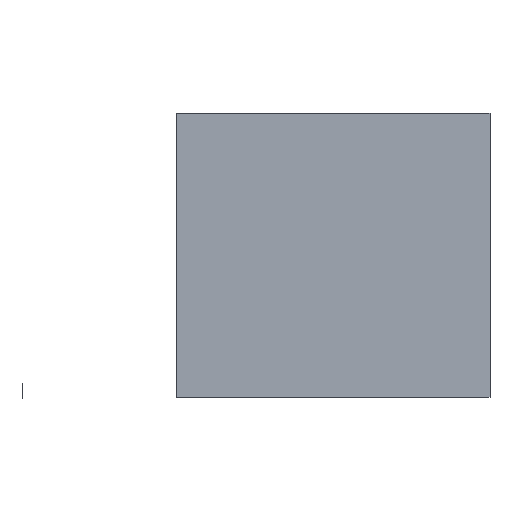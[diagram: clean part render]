
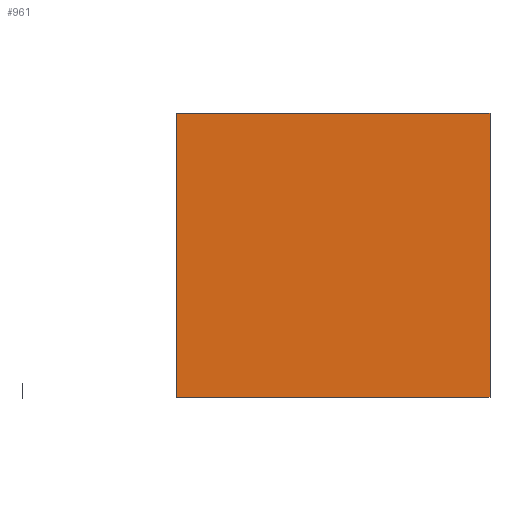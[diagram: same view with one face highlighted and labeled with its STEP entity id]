
A CAD part, front view. The second image highlights one B-rep face of the part: STEP entity #961.
In plain terms, the highlighted planar face has unit normal (0, -1, 0).
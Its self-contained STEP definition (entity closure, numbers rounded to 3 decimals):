
#925=AXIS2_PLACEMENT_3D('Plane Axis2P3D',#922,#923,#924) ;
#922=CARTESIAN_POINT('Axis2P3D Location',(0.,156.06,0.)) ;
#927=CARTESIAN_POINT('Line Origine',(39.,156.06,903.37)) ;
#931=CARTESIAN_POINT('Vertex',(39.,156.06,1143.166)) ;
#933=CARTESIAN_POINT('Vertex',(39.,156.06,663.574)) ;
#936=CARTESIAN_POINT('Line Origine',(303.98,156.06,663.574)) ;
#940=CARTESIAN_POINT('Vertex',(568.96,156.06,663.574)) ;
#943=CARTESIAN_POINT('Line Origine',(568.96,156.06,903.37)) ;
#947=CARTESIAN_POINT('Vertex',(568.96,156.06,1143.166)) ;
#950=CARTESIAN_POINT('Line Origine',(303.98,156.06,1143.166)) ;
#923=DIRECTION('Axis2P3D Direction',(0.,-1.,0.)) ;
#924=DIRECTION('Axis2P3D XDirection',(1.,0.,0.)) ;
#928=DIRECTION('Vector Direction',(0.,0.,-1.)) ;
#937=DIRECTION('Vector Direction',(-1.,0.,0.)) ;
#944=DIRECTION('Vector Direction',(0.,0.,1.)) ;
#951=DIRECTION('Vector Direction',(1.,0.,0.)) ;
#929=VECTOR('Line Direction',#928,1.) ;
#938=VECTOR('Line Direction',#937,1.) ;
#945=VECTOR('Line Direction',#944,1.) ;
#952=VECTOR('Line Direction',#951,1.) ;
#956=ORIENTED_EDGE('',*,*,#935,.T.) ;
#957=ORIENTED_EDGE('',*,*,#942,.T.) ;
#958=ORIENTED_EDGE('',*,*,#949,.T.) ;
#959=ORIENTED_EDGE('',*,*,#954,.T.) ;
#961=ADVANCED_FACE('Surface.6',(#960),#926,.T.) ;
#935=EDGE_CURVE('',#932,#934,#930,.T.) ;
#942=EDGE_CURVE('',#934,#941,#939,.F.) ;
#949=EDGE_CURVE('',#941,#948,#946,.T.) ;
#954=EDGE_CURVE('',#948,#932,#953,.F.) ;
#955=EDGE_LOOP('',(#956,#957,#958,#959)) ;
#960=FACE_OUTER_BOUND('',#955,.T.) ;
#930=LINE('Line',#927,#929) ;
#939=LINE('Line',#936,#938) ;
#946=LINE('Line',#943,#945) ;
#953=LINE('Line',#950,#952) ;
#926=PLANE('',#925) ;
#932=VERTEX_POINT('',#931) ;
#934=VERTEX_POINT('',#933) ;
#941=VERTEX_POINT('',#940) ;
#948=VERTEX_POINT('',#947) ;
